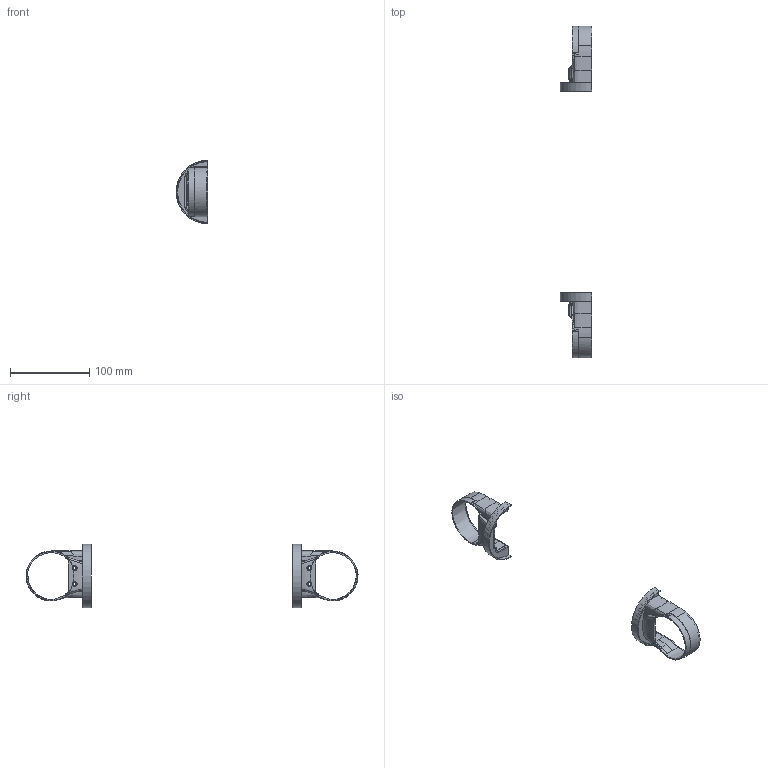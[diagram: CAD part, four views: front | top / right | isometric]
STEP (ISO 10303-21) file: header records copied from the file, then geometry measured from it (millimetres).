
FILE_DESCRIPTION(/* description */ (''),/* implementation_level */ '2;1');
FILE_NAME(/* name */ 'Upper_Arm_Root_Front.stp',/* time_stamp */ '2025-05-16T17:53:42+08:00',/* author */ (''),/* organization */ (''),/* preprocessor_version */ 'ST-DEVELOPER v19.2',/* originating_system */ 'Rhino 8.17',/* authorisation */ '');
FILE_SCHEMA (('CONFIG_CONTROL_DESIGN'));
Length unit declared in the file: centimetre
Products named in the file (1): Document
Bounding box: 40.11 x 417.72 x 80.21 mm (x, y, z)
Volume: 28922.3 mm3; surface area: 42005 mm2
Topology: 18 solids, 18 shells, 564 faces, 1518 edges, 970 vertices
Faces by surface type: bspline 278, plane 194, cylinder 92
Entity records: 47648 total; most frequent: CARTESIAN_POINT 37395, ORIENTED_EDGE 3036, EDGE_CURVE 1518, B_SPLINE_CURVE_WITH_KNOTS 1362, VERTEX_POINT 970, ADVANCED_FACE 564, FACE_OUTER_BOUND 564, EDGE_LOOP 564
